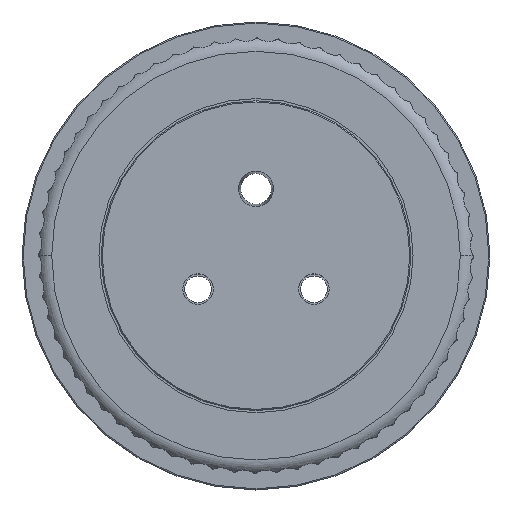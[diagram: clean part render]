
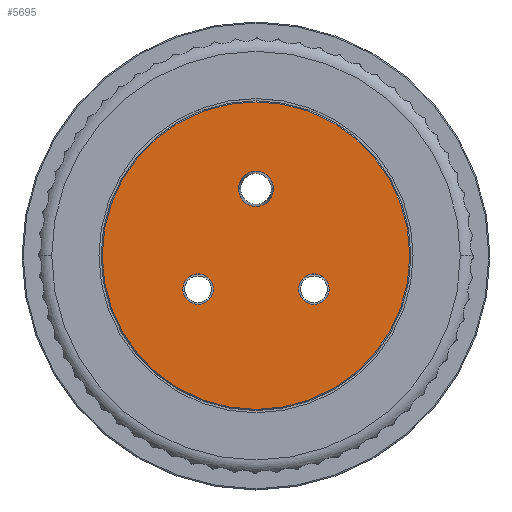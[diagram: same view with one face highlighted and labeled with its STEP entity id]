
A CAD part, top view. The second image highlights one B-rep face of the part: STEP entity #5695.
In plain terms, the highlighted face is planar.
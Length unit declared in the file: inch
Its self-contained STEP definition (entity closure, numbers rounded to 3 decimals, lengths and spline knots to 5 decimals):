
#56 = CIRCLE ( 'NONE', #4691, 0.69 ) ;
#545 = CARTESIAN_POINT ( 'NONE',  ( -0.2185, 0., -0.25981 ) ) ;
#614 = DIRECTION ( 'NONE',  ( 1., 0., 0. ) ) ;
#691 = CARTESIAN_POINT ( 'NONE',  ( -0.0815, 0., -0.25981 ) ) ;
#714 = CIRCLE ( 'NONE', #6041, 0.079 ) ;
#912 = FACE_BOUND ( 'NONE', #5378, .T. ) ;
#975 = VERTEX_POINT ( 'NONE', #691 ) ;
#1095 = PLANE ( 'NONE',  #2376 ) ;
#1119 = DIRECTION ( 'NONE',  ( 0., -1., 0. ) ) ;
#1249 = EDGE_CURVE ( 'NONE', #975, #3304, #7607, .T. ) ;
#1286 = CARTESIAN_POINT ( 'NONE',  ( -0.15, 0., -0.25981 ) ) ;
#1316 = CIRCLE ( 'NONE', #2208, 0.079 ) ;
#1407 = AXIS2_PLACEMENT_3D ( 'NONE', #6598, #6710, #3353 ) ;
#1531 = ORIENTED_EDGE ( 'NONE', *, *, #2690, .F. ) ;
#1586 = ORIENTED_EDGE ( 'NONE', *, *, #6750, .F. ) ;
#1689 = EDGE_CURVE ( 'NONE', #3576, #8205, #56, .T. ) ;
#1939 = FACE_OUTER_BOUND ( 'NONE', #6370, .T. ) ;
#2008 = EDGE_LOOP ( 'NONE', ( #5319, #5033 ) ) ;
#2034 = DIRECTION ( 'NONE',  ( 0., 1., 0. ) ) ;
#2118 = CARTESIAN_POINT ( 'NONE',  ( -0.69, 0., 0. ) ) ;
#2178 = DIRECTION ( 'NONE',  ( 1., 0., 0. ) ) ;
#2195 = CARTESIAN_POINT ( 'NONE',  ( -0.0815, 0., 0.25981 ) ) ;
#2208 = AXIS2_PLACEMENT_3D ( 'NONE', #6570, #2034, #5954 ) ;
#2332 = VERTEX_POINT ( 'NONE', #6183 ) ;
#2376 = AXIS2_PLACEMENT_3D ( 'NONE', #5752, #8352, #5694 ) ;
#2624 = DIRECTION ( 'NONE',  ( 0., -1., 0. ) ) ;
#2635 = ORIENTED_EDGE ( 'NONE', *, *, #6261, .T. ) ;
#2680 = FACE_BOUND ( 'NONE', #4195, .T. ) ;
#2690 = EDGE_CURVE ( 'NONE', #5916, #7490, #3522, .T. ) ;
#3081 = DIRECTION ( 'NONE',  ( 1., 0., 0. ) ) ;
#3206 = CARTESIAN_POINT ( 'NONE',  ( 0.3, 0., 0.079 ) ) ;
#3304 = VERTEX_POINT ( 'NONE', #545 ) ;
#3353 = DIRECTION ( 'NONE',  ( 1., 0., 0. ) ) ;
#3522 = CIRCLE ( 'NONE', #4162, 0.0685 ) ;
#3576 = VERTEX_POINT ( 'NONE', #2118 ) ;
#4055 = DIRECTION ( 'NONE',  ( 0., 0., 1. ) ) ;
#4162 = AXIS2_PLACEMENT_3D ( 'NONE', #6600, #5882, #6522 ) ;
#4195 = EDGE_LOOP ( 'NONE', ( #1531, #1586 ) ) ;
#4417 = AXIS2_PLACEMENT_3D ( 'NONE', #5777, #1119, #3081 ) ;
#4691 = AXIS2_PLACEMENT_3D ( 'NONE', #8091, #5415, #2178 ) ;
#4806 = AXIS2_PLACEMENT_3D ( 'NONE', #7813, #2624, #614 ) ;
#4826 = CARTESIAN_POINT ( 'NONE',  ( 0.69, 0., 0. ) ) ;
#5033 = ORIENTED_EDGE ( 'NONE', *, *, #5211, .F. ) ;
#5194 = VERTEX_POINT ( 'NONE', #3206 ) ;
#5211 = EDGE_CURVE ( 'NONE', #3304, #975, #7750, .T. ) ;
#5319 = ORIENTED_EDGE ( 'NONE', *, *, #1249, .F. ) ;
#5378 = EDGE_LOOP ( 'NONE', ( #2635, #8223 ) ) ;
#5390 = DIRECTION ( 'NONE',  ( 0., 1., 0. ) ) ;
#5415 = DIRECTION ( 'NONE',  ( 0., -1., 0. ) ) ;
#5445 = CIRCLE ( 'NONE', #1407, 0.69 ) ;
#5694 = DIRECTION ( 'NONE',  ( 1., 0., 0. ) ) ;
#5695 = ADVANCED_FACE ( 'NONE', ( #6157, #2680, #1939, #912 ), #1095, .T. ) ;
#5752 = CARTESIAN_POINT ( 'NONE',  ( 0., 0., 0. ) ) ;
#5777 = CARTESIAN_POINT ( 'NONE',  ( -0.15, 0., -0.25981 ) ) ;
#5882 = DIRECTION ( 'NONE',  ( 0., -1., 0. ) ) ;
#5916 = VERTEX_POINT ( 'NONE', #2195 ) ;
#5954 = DIRECTION ( 'NONE',  ( 0., 0., 1. ) ) ;
#6041 = AXIS2_PLACEMENT_3D ( 'NONE', #8036, #5390, #4055 ) ;
#6157 = FACE_BOUND ( 'NONE', #2008, .T. ) ;
#6183 = CARTESIAN_POINT ( 'NONE',  ( 0.3, 0., -0.079 ) ) ;
#6261 = EDGE_CURVE ( 'NONE', #5194, #2332, #1316, .T. ) ;
#6370 = EDGE_LOOP ( 'NONE', ( #8357, #7185 ) ) ;
#6522 = DIRECTION ( 'NONE',  ( 1., 0., 0. ) ) ;
#6570 = CARTESIAN_POINT ( 'NONE',  ( 0.3, 0., 0. ) ) ;
#6591 = DIRECTION ( 'NONE',  ( 0., -1., 0. ) ) ;
#6598 = CARTESIAN_POINT ( 'NONE',  ( 0., 0., 0. ) ) ;
#6600 = CARTESIAN_POINT ( 'NONE',  ( -0.15, 0., 0.25981 ) ) ;
#6710 = DIRECTION ( 'NONE',  ( 0., -1., 0. ) ) ;
#6750 = EDGE_CURVE ( 'NONE', #7490, #5916, #7295, .T. ) ;
#7185 = ORIENTED_EDGE ( 'NONE', *, *, #7419, .T. ) ;
#7295 = CIRCLE ( 'NONE', #4806, 0.0685 ) ;
#7419 = EDGE_CURVE ( 'NONE', #8205, #3576, #5445, .T. ) ;
#7490 = VERTEX_POINT ( 'NONE', #8017 ) ;
#7607 = CIRCLE ( 'NONE', #4417, 0.0685 ) ;
#7750 = CIRCLE ( 'NONE', #8290, 0.0685 ) ;
#7813 = CARTESIAN_POINT ( 'NONE',  ( -0.15, 0., 0.25981 ) ) ;
#7977 = DIRECTION ( 'NONE',  ( 1., 0., 0. ) ) ;
#8017 = CARTESIAN_POINT ( 'NONE',  ( -0.2185, 0., 0.25981 ) ) ;
#8032 = EDGE_CURVE ( 'NONE', #2332, #5194, #714, .T. ) ;
#8036 = CARTESIAN_POINT ( 'NONE',  ( 0.3, 0., 0. ) ) ;
#8091 = CARTESIAN_POINT ( 'NONE',  ( 0., 0., 0. ) ) ;
#8205 = VERTEX_POINT ( 'NONE', #4826 ) ;
#8223 = ORIENTED_EDGE ( 'NONE', *, *, #8032, .T. ) ;
#8290 = AXIS2_PLACEMENT_3D ( 'NONE', #1286, #6591, #7977 ) ;
#8352 = DIRECTION ( 'NONE',  ( 0., -1., 0. ) ) ;
#8357 = ORIENTED_EDGE ( 'NONE', *, *, #1689, .T. ) ;
